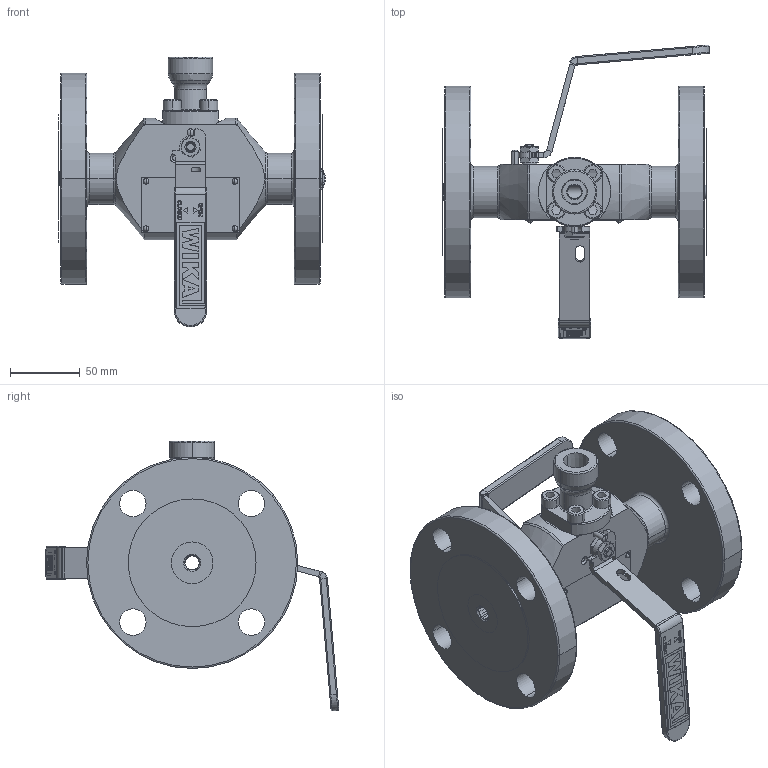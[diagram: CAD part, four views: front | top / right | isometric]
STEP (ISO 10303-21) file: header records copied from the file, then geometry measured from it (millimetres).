
FILE_DESCRIPTION((''),'2;1');
FILE_NAME('PRT0002','2022-02-15T',('BrunoR'),(''),'CREO PARAMETRIC BY PTC INC, 2015080','CREO PARAMETRIC BY PTC INC, 2015080','');
FILE_SCHEMA(('CONFIG_CONTROL_DESIGN'));
Length unit declared in the file: millimetre
Products named in the file (1): PRT0002
Bounding box: 192.17 x 211.26 x 194.16 mm (x, y, z)
Surface area: 167189 mm2 (no closed solid volume)
Topology: 0 solids, 84 shells, 401 faces, 2377 edges, 2033 vertices
Faces by surface type: plane 160, cylinder 117, cone 67, torus 43, sphere 12, bspline 2
Entity records: 23631 total; most frequent: CARTESIAN_POINT 5852, DIRECTION 3496, ORIENTED_EDGE 3033, EDGE_CURVE 2357, VERTEX_POINT 2029, VECTOR 1712, LINE 1712, AXIS2_PLACEMENT_3D 892
